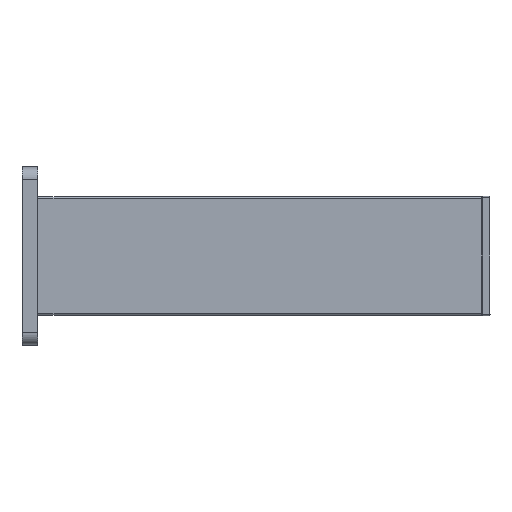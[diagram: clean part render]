
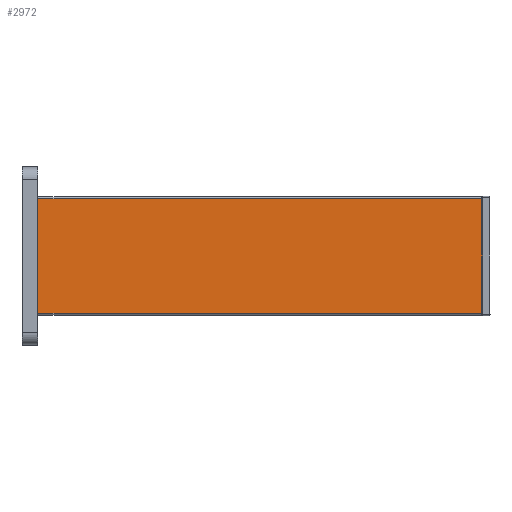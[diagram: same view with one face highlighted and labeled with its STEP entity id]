
A CAD part, front view. The second image highlights one B-rep face of the part: STEP entity #2972.
In plain terms, the highlighted planar face has unit normal (0, 1, 0).
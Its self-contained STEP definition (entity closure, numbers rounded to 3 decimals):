
#123 = CARTESIAN_POINT ( 'NONE',  ( -0.2, -19.05, -36.703 ) ) ;
#138 = ORIENTED_EDGE ( 'NONE', *, *, #3593, .T. ) ;
#170 = CARTESIAN_POINT ( 'NONE',  ( -291.83, -19.05, -36.703 ) ) ;
#211 = EDGE_CURVE ( 'NONE', #618, #1346, #572, .T. ) ;
#252 = DIRECTION ( 'NONE',  ( 0., 0., 1. ) ) ;
#561 = ORIENTED_EDGE ( 'NONE', *, *, #211, .T. ) ;
#572 = LINE ( 'NONE', #3970, #2251 ) ;
#618 = VERTEX_POINT ( 'NONE', #170 ) ;
#1003 = ORIENTED_EDGE ( 'NONE', *, *, #1903, .T. ) ;
#1071 = AXIS2_PLACEMENT_3D ( 'NONE', #2440, #1483, #2730 ) ;
#1230 = CARTESIAN_POINT ( 'NONE',  ( -0.2, -19.05, 36.703 ) ) ;
#1346 = VERTEX_POINT ( 'NONE', #2198 ) ;
#1483 = DIRECTION ( 'NONE',  ( 0., 1., 0. ) ) ;
#1535 = VECTOR ( 'NONE', #3574, 1000. ) ;
#1583 = EDGE_LOOP ( 'NONE', ( #561, #138, #1963, #1003 ) ) ;
#1685 = VECTOR ( 'NONE', #3222, 1000. ) ;
#1903 = EDGE_CURVE ( 'NONE', #3208, #618, #3204, .T. ) ;
#1963 = ORIENTED_EDGE ( 'NONE', *, *, #3745, .T. ) ;
#1964 = CARTESIAN_POINT ( 'NONE',  ( -0.2, -19.05, 36.703 ) ) ;
#2198 = CARTESIAN_POINT ( 'NONE',  ( -291.83, -19.05, 36.703 ) ) ;
#2251 = VECTOR ( 'NONE', #252, 1000. ) ;
#2296 = CARTESIAN_POINT ( 'NONE',  ( -291.83, -19.05, 36.703 ) ) ;
#2440 = CARTESIAN_POINT ( 'NONE',  ( -291.83, -19.05, 36.703 ) ) ;
#2458 = PLANE ( 'NONE',  #1071 ) ;
#2690 = VERTEX_POINT ( 'NONE', #1964 ) ;
#2691 = FACE_OUTER_BOUND ( 'NONE', #1583, .T. ) ;
#2730 = DIRECTION ( 'NONE',  ( -1., 0., 0. ) ) ;
#2972 = ADVANCED_FACE ( 'NONE', ( #2691 ), #2458, .T. ) ;
#3204 = LINE ( 'NONE', #3491, #1685 ) ;
#3208 = VERTEX_POINT ( 'NONE', #123 ) ;
#3222 = DIRECTION ( 'NONE',  ( -1., 0., 0. ) ) ;
#3394 = LINE ( 'NONE', #1230, #3975 ) ;
#3491 = CARTESIAN_POINT ( 'NONE',  ( -291.83, -19.05, -36.703 ) ) ;
#3551 = LINE ( 'NONE', #2296, #1535 ) ;
#3574 = DIRECTION ( 'NONE',  ( 1., 0., 0. ) ) ;
#3593 = EDGE_CURVE ( 'NONE', #1346, #2690, #3551, .T. ) ;
#3721 = DIRECTION ( 'NONE',  ( 0., 0., -1. ) ) ;
#3745 = EDGE_CURVE ( 'NONE', #2690, #3208, #3394, .T. ) ;
#3970 = CARTESIAN_POINT ( 'NONE',  ( -291.83, -19.05, 36.703 ) ) ;
#3975 = VECTOR ( 'NONE', #3721, 1000. ) ;
